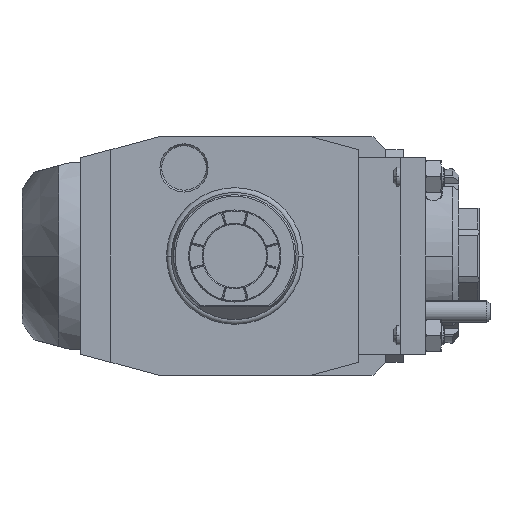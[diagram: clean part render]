
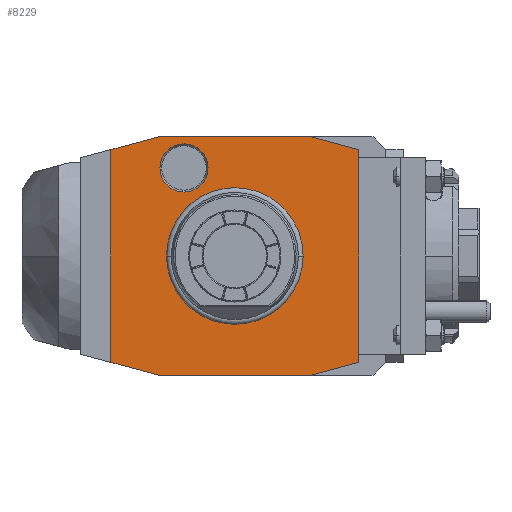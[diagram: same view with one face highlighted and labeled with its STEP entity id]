
A CAD part, front view. The second image highlights one B-rep face of the part: STEP entity #8229.
In plain terms, the highlighted planar face has unit normal (0, -1, 0).
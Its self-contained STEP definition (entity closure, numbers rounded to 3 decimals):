
#1=DIRECTION('',(-1.,0.,0.));
#2=VECTOR('',#1,48.);
#3=CARTESIAN_POINT('',(24.,0.,37.5));
#4=LINE('',#3,#2);
#5=DIRECTION('',(-0.966,0.,0.259));
#6=VECTOR('',#5,15.529);
#7=CARTESIAN_POINT('',(39.,0.,33.481));
#8=LINE('',#7,#6);
#9=DIRECTION('',(0.,0.,1.));
#10=VECTOR('',#9,66.962);
#11=CARTESIAN_POINT('',(39.,0.,-33.481));
#12=LINE('',#11,#10);
#13=DIRECTION('',(0.966,0.,0.259));
#14=VECTOR('',#13,15.529);
#15=CARTESIAN_POINT('',(24.,0.,-37.5));
#16=LINE('',#15,#14);
#17=DIRECTION('',(1.,0.,0.));
#18=VECTOR('',#17,48.);
#19=CARTESIAN_POINT('',(-24.,0.,-37.5));
#20=LINE('',#19,#18);
#21=DIRECTION('',(0.966,0.,-0.259));
#22=VECTOR('',#21,15.529);
#23=CARTESIAN_POINT('',(-39.,0.,-33.481));
#24=LINE('',#23,#22);
#25=DIRECTION('',(0.,0.,-1.));
#26=VECTOR('',#25,66.962);
#27=CARTESIAN_POINT('',(-39.,0.,33.481));
#28=LINE('',#27,#26);
#29=DIRECTION('',(-0.966,0.,-0.259));
#30=VECTOR('',#29,15.529);
#31=CARTESIAN_POINT('',(-24.,0.,37.5));
#32=LINE('',#31,#30);
#33=CARTESIAN_POINT('',(-16.,0.,27.713));
#34=DIRECTION('',(0.,1.,0.));
#35=DIRECTION('',(1.,0.,0.));
#36=AXIS2_PLACEMENT_3D('',#33,#34,#35);
#38=CARTESIAN_POINT('',(-16.,0.,27.713));
#39=DIRECTION('',(0.,1.,0.));
#40=DIRECTION('',(-1.,0.,0.));
#41=AXIS2_PLACEMENT_3D('',#38,#39,#40);
#4933=CARTESIAN_POINT('',(0.,0.,0.));
#4934=DIRECTION('',(0.,-1.,0.));
#4935=DIRECTION('',(1.,0.,0.));
#4936=AXIS2_PLACEMENT_3D('',#4933,#4934,#4935);
#4938=CARTESIAN_POINT('',(0.,0.,0.));
#4939=DIRECTION('',(0.,-1.,0.));
#4940=DIRECTION('',(-1.,0.,0.));
#4941=AXIS2_PLACEMENT_3D('',#4938,#4939,#4940);
#7250=CARTESIAN_POINT('',(-8.423,0.,27.713));
#7251=CARTESIAN_POINT('',(-23.577,0.,27.713));
#7252=VERTEX_POINT('',#7250);
#7253=VERTEX_POINT('',#7251);
#7988=CARTESIAN_POINT('',(24.,0.,37.5));
#7989=CARTESIAN_POINT('',(-24.,0.,37.5));
#7990=VERTEX_POINT('',#7988);
#7991=VERTEX_POINT('',#7989);
#7992=CARTESIAN_POINT('',(39.,0.,-33.481));
#7993=CARTESIAN_POINT('',(39.,0.,33.481));
#7994=VERTEX_POINT('',#7992);
#7995=VERTEX_POINT('',#7993);
#7996=CARTESIAN_POINT('',(-39.,0.,-33.481));
#7997=CARTESIAN_POINT('',(-24.,0.,-37.5));
#7998=VERTEX_POINT('',#7996);
#7999=VERTEX_POINT('',#7997);
#8000=CARTESIAN_POINT('',(-39.,0.,33.481));
#8001=VERTEX_POINT('',#8000);
#8026=CARTESIAN_POINT('',(24.,0.,-37.5));
#8027=VERTEX_POINT('',#8026);
#8076=CARTESIAN_POINT('',(21.137,0.,0.));
#8077=CARTESIAN_POINT('',(-21.137,0.,0.));
#8078=VERTEX_POINT('',#8076);
#8079=VERTEX_POINT('',#8077);
#8194=CARTESIAN_POINT('',(0.,0.,0.));
#8195=DIRECTION('',(0.,-1.,0.));
#8196=DIRECTION('',(-1.,0.,0.));
#8197=AXIS2_PLACEMENT_3D('',#8194,#8195,#8196);
#8198=PLANE('',#8197);
#8200=ORIENTED_EDGE('',*,*,#8199,.F.);
#8202=ORIENTED_EDGE('',*,*,#8201,.F.);
#8204=ORIENTED_EDGE('',*,*,#8203,.F.);
#8206=ORIENTED_EDGE('',*,*,#8205,.F.);
#8208=ORIENTED_EDGE('',*,*,#8207,.F.);
#8210=ORIENTED_EDGE('',*,*,#8209,.F.);
#8212=ORIENTED_EDGE('',*,*,#8211,.F.);
#8214=ORIENTED_EDGE('',*,*,#8213,.F.);
#8215=EDGE_LOOP('',(#8200,#8202,#8204,#8206,#8208,#8210,#8212,#8214));
#8216=FACE_OUTER_BOUND('',#8215,.F.);
#8218=ORIENTED_EDGE('',*,*,#8217,.T.);
#8220=ORIENTED_EDGE('',*,*,#8219,.T.);
#8221=EDGE_LOOP('',(#8218,#8220));
#8222=FACE_BOUND('',#8221,.F.);
#8224=ORIENTED_EDGE('',*,*,#8223,.F.);
#8226=ORIENTED_EDGE('',*,*,#8225,.F.);
#8227=EDGE_LOOP('',(#8224,#8226));
#8228=FACE_BOUND('',#8227,.F.);
#37=CIRCLE('',#36,7.577);
#42=CIRCLE('',#41,7.577);
#4937=CIRCLE('',#4936,21.137);
#4942=CIRCLE('',#4941,21.137);
#8199=EDGE_CURVE('',#7990,#7991,#4,.T.);
#8201=EDGE_CURVE('',#7995,#7990,#8,.T.);
#8203=EDGE_CURVE('',#7994,#7995,#12,.T.);
#8205=EDGE_CURVE('',#8027,#7994,#16,.T.);
#8207=EDGE_CURVE('',#7999,#8027,#20,.T.);
#8209=EDGE_CURVE('',#7998,#7999,#24,.T.);
#8211=EDGE_CURVE('',#8001,#7998,#28,.T.);
#8213=EDGE_CURVE('',#7991,#8001,#32,.T.);
#8217=EDGE_CURVE('',#8078,#8079,#4937,.T.);
#8219=EDGE_CURVE('',#8079,#8078,#4942,.T.);
#8223=EDGE_CURVE('',#7252,#7253,#37,.T.);
#8225=EDGE_CURVE('',#7253,#7252,#42,.T.);
#8229=ADVANCED_FACE('',(#8216,#8222,#8228),#8198,.T.);
